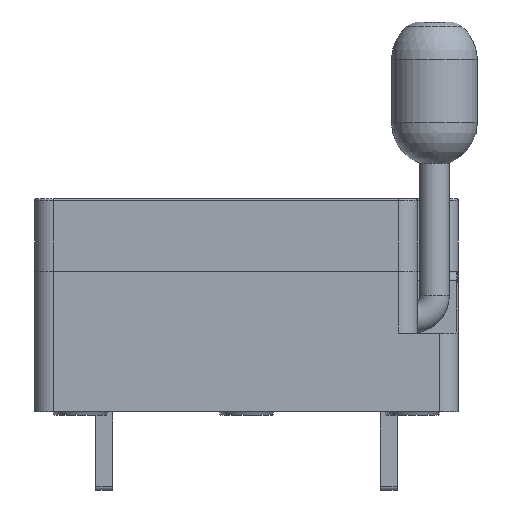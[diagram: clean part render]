
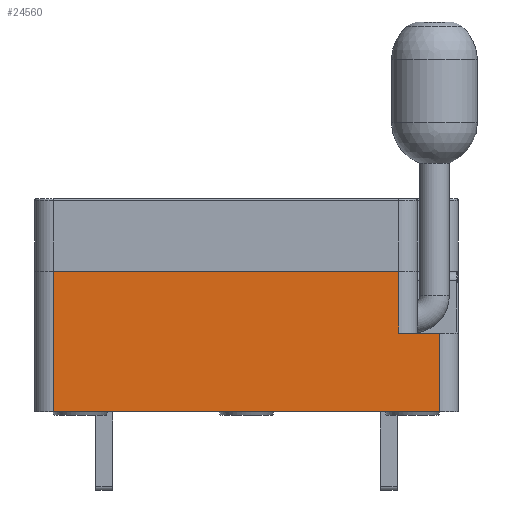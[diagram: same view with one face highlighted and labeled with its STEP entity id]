
A CAD part, left-side view. The second image highlights one B-rep face of the part: STEP entity #24560.
In plain terms, the highlighted planar face has unit normal (-1, 0, 0).
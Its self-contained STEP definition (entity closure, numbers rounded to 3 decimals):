
#846=LINE('',#34554,#4092);
#1013=LINE('',#34900,#4259);
#1293=LINE('',#35451,#4539);
#1294=LINE('',#35457,#4540);
#1303=LINE('',#35479,#4549);
#1304=LINE('',#35481,#4550);
#4092=VECTOR('',#28088,1000.);
#4259=VECTOR('',#28401,1000.);
#4539=VECTOR('',#28915,1000.);
#4540=VECTOR('',#28922,1000.);
#4549=VECTOR('',#28937,1000.);
#4550=VECTOR('',#28940,1000.);
#8595=ORIENTED_EDGE('',*,*,#14769,.T.);
#8596=ORIENTED_EDGE('',*,*,#14472,.T.);
#8597=ORIENTED_EDGE('',*,*,#14768,.T.);
#8598=ORIENTED_EDGE('',*,*,#14757,.F.);
#8599=ORIENTED_EDGE('',*,*,#14754,.F.);
#8600=ORIENTED_EDGE('',*,*,#14296,.F.);
#14296=EDGE_CURVE('',#17558,#17559,#846,.T.);
#14472=EDGE_CURVE('',#17665,#17664,#1013,.T.);
#14754=EDGE_CURVE('',#17559,#17819,#1293,.T.);
#14757=EDGE_CURVE('',#17819,#17820,#1294,.T.);
#14768=EDGE_CURVE('',#17664,#17820,#1303,.T.);
#14769=EDGE_CURVE('',#17558,#17665,#1304,.T.);
#17558=VERTEX_POINT('',#34553);
#17559=VERTEX_POINT('',#34555);
#17664=VERTEX_POINT('',#34899);
#17665=VERTEX_POINT('',#34901);
#17819=VERTEX_POINT('',#35452);
#17820=VERTEX_POINT('',#35456);
#20108=EDGE_LOOP('',(#8595,#8596,#8597,#8598,#8599,#8600));
#21759=FACE_BOUND('',#20108,.T.);
#23331=PLANE('',#26018);
#24560=ADVANCED_FACE('',(#21759),#23331,.F.);
#26018=AXIS2_PLACEMENT_3D('',#35480,#28938,#28939);
#28088=DIRECTION('',(0.,-1.,0.));
#28401=DIRECTION('',(0.,1.,0.));
#28915=DIRECTION('',(0.,0.,-1.));
#28922=DIRECTION('',(0.,1.,0.));
#28937=DIRECTION('',(0.,0.,-1.));
#28938=DIRECTION('',(1.,0.,0.));
#28939=DIRECTION('',(0.,1.,0.));
#28940=DIRECTION('',(0.,0.,1.));
#34553=CARTESIAN_POINT('',(-17.92,-8.14,4.4));
#34554=CARTESIAN_POINT('',(-17.92,6.45,4.4));
#34555=CARTESIAN_POINT('',(-17.92,-10.34,4.4));
#34899=CARTESIAN_POINT('',(-17.92,10.34,7.7));
#34900=CARTESIAN_POINT('',(-17.92,6.45,7.7));
#34901=CARTESIAN_POINT('',(-17.92,-8.14,7.7));
#35451=CARTESIAN_POINT('',(-17.92,-10.34,7.7));
#35452=CARTESIAN_POINT('',(-17.92,-10.34,0.2));
#35456=CARTESIAN_POINT('',(-17.92,10.34,0.2));
#35457=CARTESIAN_POINT('',(-17.92,6.45,0.2));
#35479=CARTESIAN_POINT('',(-17.92,10.34,7.7));
#35480=CARTESIAN_POINT('',(-17.92,6.45,7.7));
#35481=CARTESIAN_POINT('',(-17.92,-8.14,7.7));
